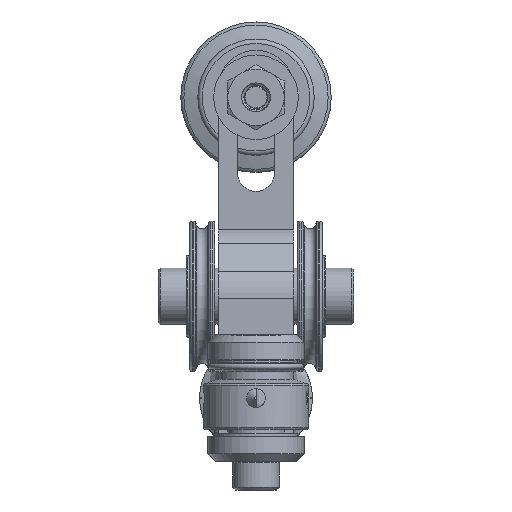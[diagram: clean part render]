
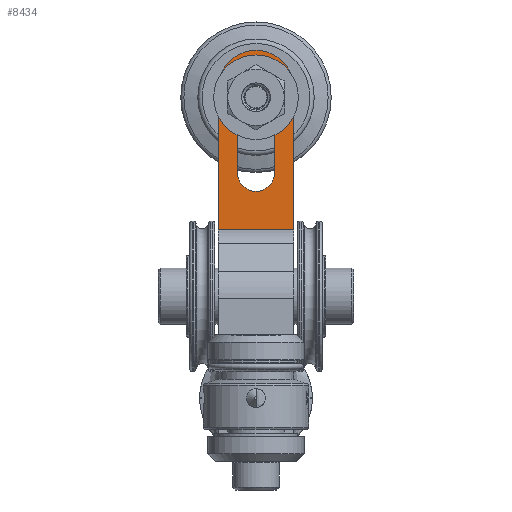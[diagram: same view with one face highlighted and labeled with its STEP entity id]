
A CAD part, front view. The second image highlights one B-rep face of the part: STEP entity #8434.
In plain terms, the highlighted face is planar.
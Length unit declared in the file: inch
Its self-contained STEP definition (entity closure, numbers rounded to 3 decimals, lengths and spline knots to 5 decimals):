
#833=FACE_BOUND('',#2344,.T.);
#1160=CIRCLE('',#9312,0.25);
#1170=CIRCLE('',#9329,0.125);
#1171=CIRCLE('',#9332,0.125);
#1775=FACE_OUTER_BOUND('',#2343,.T.);
#2343=EDGE_LOOP('',(#6665,#6666,#6667,#6668));
#2344=EDGE_LOOP('',(#6669,#6670,#6671,#6672));
#2915=LINE('',#16844,#3340);
#2926=LINE('',#16886,#3351);
#2929=LINE('',#16894,#3354);
#2933=LINE('',#16908,#3358);
#2934=LINE('',#16909,#3359);
#3340=VECTOR('',#10873,0.3937);
#3351=VECTOR('',#10912,0.3937);
#3354=VECTOR('',#10921,0.3937);
#3358=VECTOR('',#10939,0.3937);
#3359=VECTOR('',#10940,0.3937);
#3892=VERTEX_POINT('',#16837);
#3893=VERTEX_POINT('',#16838);
#3894=VERTEX_POINT('',#16843);
#3910=VERTEX_POINT('',#16883);
#3911=VERTEX_POINT('',#16885);
#3912=VERTEX_POINT('',#16889);
#3913=VERTEX_POINT('',#16893);
#3916=VERTEX_POINT('',#16907);
#4866=EDGE_CURVE('',#3892,#3893,#1160,.T.);
#4869=EDGE_CURVE('',#3893,#3894,#2915,.T.);
#4889=EDGE_CURVE('',#3911,#3910,#2926,.T.);
#4891=EDGE_CURVE('',#3912,#3911,#1170,.T.);
#4893=EDGE_CURVE('',#3913,#3912,#2929,.T.);
#4895=EDGE_CURVE('',#3910,#3913,#1171,.T.);
#4900=EDGE_CURVE('',#3916,#3892,#2933,.T.);
#4901=EDGE_CURVE('',#3894,#3916,#2934,.T.);
#6665=ORIENTED_EDGE('',*,*,#4866,.F.);
#6666=ORIENTED_EDGE('',*,*,#4900,.F.);
#6667=ORIENTED_EDGE('',*,*,#4901,.F.);
#6668=ORIENTED_EDGE('',*,*,#4869,.F.);
#6669=ORIENTED_EDGE('',*,*,#4893,.T.);
#6670=ORIENTED_EDGE('',*,*,#4891,.T.);
#6671=ORIENTED_EDGE('',*,*,#4889,.T.);
#6672=ORIENTED_EDGE('',*,*,#4895,.T.);
#8152=PLANE('',#9337);
#8434=ADVANCED_FACE('',(#1775,#833),#8152,.T.);
#9312=AXIS2_PLACEMENT_3D('',#16839,#10867,#10868);
#9329=AXIS2_PLACEMENT_3D('',#16890,#10916,#10917);
#9332=AXIS2_PLACEMENT_3D('',#16897,#10925,#10926);
#9337=AXIS2_PLACEMENT_3D('',#16906,#10937,#10938);
#10867=DIRECTION('center_axis',(0.,-1.,0.));
#10868=DIRECTION('ref_axis',(0.707,0.,0.707));
#10873=DIRECTION('',(0.,0.,-1.));
#10912=DIRECTION('',(0.,0.,-1.));
#10916=DIRECTION('center_axis',(0.,-1.,0.));
#10917=DIRECTION('ref_axis',(-1.,0.,0.));
#10921=DIRECTION('',(0.,0.,1.));
#10925=DIRECTION('center_axis',(0.,-1.,0.));
#10926=DIRECTION('ref_axis',(1.,0.,0.));
#10937=DIRECTION('center_axis',(0.,1.,0.));
#10938=DIRECTION('ref_axis',(0.,0.,1.));
#10939=DIRECTION('',(0.,0.,1.));
#10940=DIRECTION('',(1.,0.,0.));
#16837=CARTESIAN_POINT('',(0.25,0.78,1.7917));
#16838=CARTESIAN_POINT('',(-0.25,0.78,1.7917));
#16839=CARTESIAN_POINT('Origin',(0.,0.78,1.7917));
#16843=CARTESIAN_POINT('',(-0.25,0.78,0.8475));
#16844=CARTESIAN_POINT('',(-0.25,0.78,2.0417));
#16883=CARTESIAN_POINT('',(-0.125,0.78,1.2292));
#16885=CARTESIAN_POINT('',(-0.125,0.78,1.7292));
#16886=CARTESIAN_POINT('',(-0.125,0.78,1.03835));
#16889=CARTESIAN_POINT('',(0.125,0.78,1.7292));
#16890=CARTESIAN_POINT('Origin',(0.,0.78,
1.7292));
#16893=CARTESIAN_POINT('',(0.125,0.78,1.2292));
#16894=CARTESIAN_POINT('',(0.125,0.78,1.28835));
#16897=CARTESIAN_POINT('Origin',(0.,0.78,
1.2292));
#16906=CARTESIAN_POINT('Origin',(0.,0.78,0.8475));
#16907=CARTESIAN_POINT('',(0.25,0.78,0.8475));
#16908=CARTESIAN_POINT('',(0.25,0.78,2.0417));
#16909=CARTESIAN_POINT('',(0.,0.78,0.8475));
